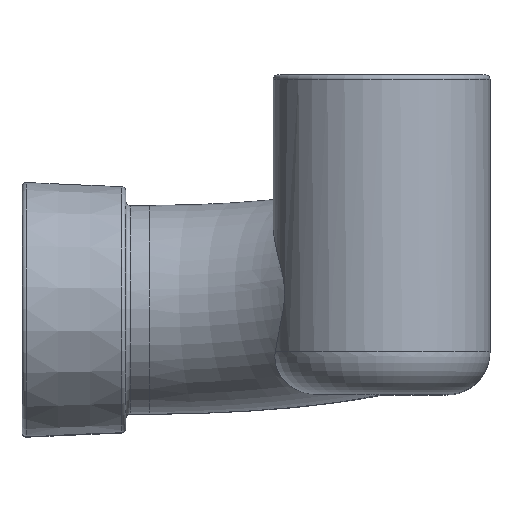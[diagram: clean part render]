
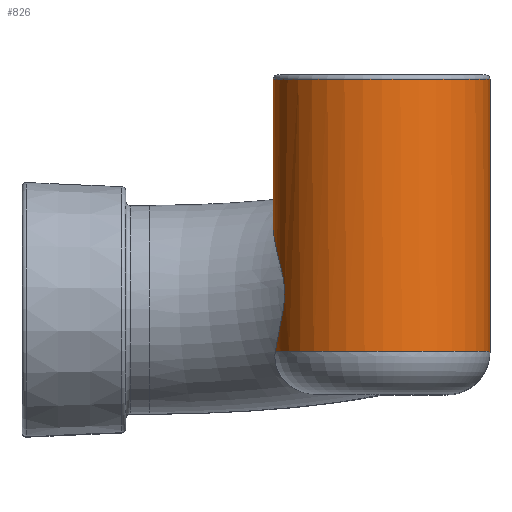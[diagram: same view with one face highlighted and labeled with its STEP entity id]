
A CAD part, top view. The second image highlights one B-rep face of the part: STEP entity #826.
In plain terms, the highlighted cylindrical face has radius 12.75 mm (diameter 25.5 mm), a full revolution.
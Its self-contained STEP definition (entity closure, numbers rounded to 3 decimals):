
#19=B_SPLINE_CURVE_WITH_KNOTS('',3,(#1492,#1493,#1494,#1495,#1496,#1497,
#1498,#1499,#1500,#1501,#1502,#1503,#1504,#1505,#1506,#1507,#1508,#1509,
#1510,#1511,#1512,#1513,#1514,#1515,#1516,#1517,#1518,#1519,#1520,#1521,
#1522,#1523,#1524,#1525),.UNSPECIFIED.,.F.,.F.,(4,2,2,2,2,2,2,2,2,2,2,2,
2,2,2,2,4),(0.899,1.112,1.73,2.018,
2.191,2.353,2.626,3.357,4.322,
5.027,5.596,5.983,6.283,6.641,
7.408,8.261,8.508),.UNSPECIFIED.);
#20=B_SPLINE_CURVE_WITH_KNOTS('',3,(#1527,#1528,#1529,#1530,#1531,#1532,
#1533,#1534,#1535,#1536,#1537,#1538,#1539,#1540,#1541,#1542),
 .UNSPECIFIED.,.F.,.F.,(4,2,2,2,2,2,2,4),(8.508,8.561,
8.683,8.777,8.888,9.136,9.55,
10.245),.UNSPECIFIED.);
#46=LINE('',#1488,#58);
#58=VECTOR('',#1157,12.75);
#68=CYLINDRICAL_SURFACE('',#939,12.75);
#110=FACE_OUTER_BOUND('',#162,.T.);
#162=EDGE_LOOP('',(#610,#611,#612,#613,#614,#615,#616,#617,#618));
#238=CIRCLE('',#936,12.75);
#239=CIRCLE('',#937,12.75);
#240=CIRCLE('',#938,12.75);
#241=CIRCLE('',#940,12.75);
#242=CIRCLE('',#941,12.75);
#332=VERTEX_POINT('',#1479);
#333=VERTEX_POINT('',#1481);
#334=VERTEX_POINT('',#1483);
#335=VERTEX_POINT('',#1487);
#336=VERTEX_POINT('',#1489);
#337=VERTEX_POINT('',#1491);
#338=VERTEX_POINT('',#1526);
#437=EDGE_CURVE('',#332,#333,#238,.T.);
#438=EDGE_CURVE('',#333,#334,#239,.T.);
#439=EDGE_CURVE('',#334,#332,#240,.T.);
#440=EDGE_CURVE('',#334,#335,#46,.T.);
#441=EDGE_CURVE('',#336,#335,#241,.T.);
#442=EDGE_CURVE('',#336,#337,#19,.T.);
#443=EDGE_CURVE('',#337,#338,#20,.T.);
#444=EDGE_CURVE('',#335,#338,#242,.T.);
#610=ORIENTED_EDGE('',*,*,#438,.F.);
#611=ORIENTED_EDGE('',*,*,#437,.F.);
#612=ORIENTED_EDGE('',*,*,#439,.F.);
#613=ORIENTED_EDGE('',*,*,#440,.T.);
#614=ORIENTED_EDGE('',*,*,#441,.F.);
#615=ORIENTED_EDGE('',*,*,#442,.T.);
#616=ORIENTED_EDGE('',*,*,#443,.T.);
#617=ORIENTED_EDGE('',*,*,#444,.F.);
#618=ORIENTED_EDGE('',*,*,#440,.F.);
#826=ADVANCED_FACE('',(#110),#68,.T.);
#936=AXIS2_PLACEMENT_3D('',#1482,#1149,#1150);
#937=AXIS2_PLACEMENT_3D('',#1484,#1151,#1152);
#938=AXIS2_PLACEMENT_3D('',#1485,#1153,#1154);
#939=AXIS2_PLACEMENT_3D('',#1486,#1155,#1156);
#940=AXIS2_PLACEMENT_3D('',#1490,#1158,#1159);
#941=AXIS2_PLACEMENT_3D('',#1543,#1160,#1161);
#1149=DIRECTION('center_axis',(0.,1.,0.));
#1150=DIRECTION('ref_axis',(1.,0.,0.));
#1151=DIRECTION('center_axis',(0.,1.,0.));
#1152=DIRECTION('ref_axis',(1.,0.,0.));
#1153=DIRECTION('center_axis',(0.,1.,0.));
#1154=DIRECTION('ref_axis',(1.,0.,0.));
#1155=DIRECTION('center_axis',(0.,1.,0.));
#1156=DIRECTION('ref_axis',(-1.,0.,0.));
#1157=DIRECTION('',(0.,-1.,0.));
#1158=DIRECTION('center_axis',(0.,-1.,0.));
#1159=DIRECTION('ref_axis',(0.766,0.,0.643));
#1160=DIRECTION('center_axis',(0.,-1.,0.));
#1161=DIRECTION('ref_axis',(0.766,0.,0.643));
#1479=CARTESIAN_POINT('',(0.,37.,-12.75));
#1481=CARTESIAN_POINT('',(-12.75,37.,0.));
#1482=CARTESIAN_POINT('Origin',(0.,37.,0.));
#1483=CARTESIAN_POINT('',(12.75,37.,0.));
#1484=CARTESIAN_POINT('Origin',(0.,37.,0.));
#1485=CARTESIAN_POINT('Origin',(0.,37.,0.));
#1486=CARTESIAN_POINT('Origin',(0.,0.,0.));
#1487=CARTESIAN_POINT('',(12.75,5.,0.));
#1488=CARTESIAN_POINT('',(12.75,0.,0.));
#1489=CARTESIAN_POINT('',(2.009,5.,-12.591));
#1490=CARTESIAN_POINT('Origin',(0.,5.,0.));
#1491=CARTESIAN_POINT('',(-11.546,13.582,5.408));
#1492=CARTESIAN_POINT('Ctrl Pts',(2.009,5.,-12.591));
#1493=CARTESIAN_POINT('Ctrl Pts',(2.507,5.452,-12.511));
#1494=CARTESIAN_POINT('Ctrl Pts',(2.981,5.91,-12.405));
#1495=CARTESIAN_POINT('Ctrl Pts',(4.715,7.709,-11.922));
#1496=CARTESIAN_POINT('Ctrl Pts',(5.69,8.998,-11.426));
#1497=CARTESIAN_POINT('Ctrl Pts',(6.466,10.671,-10.992));
#1498=CARTESIAN_POINT('Ctrl Pts',(6.597,11.127,-10.911));
#1499=CARTESIAN_POINT('Ctrl Pts',(6.691,11.782,-10.854));
#1500=CARTESIAN_POINT('Ctrl Pts',(6.701,12.029,-10.847));
#1501=CARTESIAN_POINT('Ctrl Pts',(6.669,12.512,-10.867));
#1502=CARTESIAN_POINT('Ctrl Pts',(6.63,12.74,-10.891));
#1503=CARTESIAN_POINT('Ctrl Pts',(6.468,13.34,-10.988));
#1504=CARTESIAN_POINT('Ctrl Pts',(6.31,13.694,-11.081));
#1505=CARTESIAN_POINT('Ctrl Pts',(5.623,14.907,-11.457));
#1506=CARTESIAN_POINT('Ctrl Pts',(4.797,15.831,-11.866));
#1507=CARTESIAN_POINT('Ctrl Pts',(2.332,18.009,-12.621));
#1508=CARTESIAN_POINT('Ctrl Pts',(0.546,19.256,-12.893));
#1509=CARTESIAN_POINT('Ctrl Pts',(-2.88,21.173,-12.506));
#1510=CARTESIAN_POINT('Ctrl Pts',(-4.358,21.866,-12.086));
#1511=CARTESIAN_POINT('Ctrl Pts',(-6.908,22.775,-10.792));
#1512=CARTESIAN_POINT('Ctrl Pts',(-7.984,23.049,-10.03));
#1513=CARTESIAN_POINT('Ctrl Pts',(-9.583,23.207,-8.458));
#1514=CARTESIAN_POINT('Ctrl Pts',(-10.159,23.186,-7.756));
#1515=CARTESIAN_POINT('Ctrl Pts',(-11.038,22.985,-6.419));
#1516=CARTESIAN_POINT('Ctrl Pts',(-11.367,22.843,-5.814));
#1517=CARTESIAN_POINT('Ctrl Pts',(-11.973,22.416,-4.457));
#1518=CARTESIAN_POINT('Ctrl Pts',(-12.222,22.111,-3.71));
#1519=CARTESIAN_POINT('Ctrl Pts',(-12.778,20.96,-1.391));
#1520=CARTESIAN_POINT('Ctrl Pts',(-12.821,19.908,0.122));
#1521=CARTESIAN_POINT('Ctrl Pts',(-12.492,17.382,2.962));
#1522=CARTESIAN_POINT('Ctrl Pts',(-12.079,15.965,4.155));
#1523=CARTESIAN_POINT('Ctrl Pts',(-11.698,14.361,5.075));
#1524=CARTESIAN_POINT('Ctrl Pts',(-11.614,13.979,5.263));
#1525=CARTESIAN_POINT('Ctrl Pts',(-11.546,13.582,5.408));
#1526=CARTESIAN_POINT('',(-12.485,5.,2.586));
#1527=CARTESIAN_POINT('Ctrl Pts',(-11.546,13.582,5.408));
#1528=CARTESIAN_POINT('Ctrl Pts',(-11.532,13.497,5.439));
#1529=CARTESIAN_POINT('Ctrl Pts',(-11.518,13.413,5.468));
#1530=CARTESIAN_POINT('Ctrl Pts',(-11.475,13.128,5.557));
#1531=CARTESIAN_POINT('Ctrl Pts',(-11.45,12.926,5.608));
#1532=CARTESIAN_POINT('Ctrl Pts',(-11.417,12.56,5.676));
#1533=CARTESIAN_POINT('Ctrl Pts',(-11.406,12.4,5.697));
#1534=CARTESIAN_POINT('Ctrl Pts',(-11.392,12.046,5.725));
#1535=CARTESIAN_POINT('Ctrl Pts',(-11.391,11.854,5.729));
#1536=CARTESIAN_POINT('Ctrl Pts',(-11.403,11.235,5.704));
#1537=CARTESIAN_POINT('Ctrl Pts',(-11.439,10.816,5.632));
#1538=CARTESIAN_POINT('Ctrl Pts',(-11.576,9.722,5.348));
#1539=CARTESIAN_POINT('Ctrl Pts',(-11.706,9.032,5.063));
#1540=CARTESIAN_POINT('Ctrl Pts',(-12.038,7.356,4.237));
#1541=CARTESIAN_POINT('Ctrl Pts',(-12.296,6.173,3.5));
#1542=CARTESIAN_POINT('Ctrl Pts',(-12.485,5.,2.586));
#1543=CARTESIAN_POINT('Origin',(0.,5.,0.));
